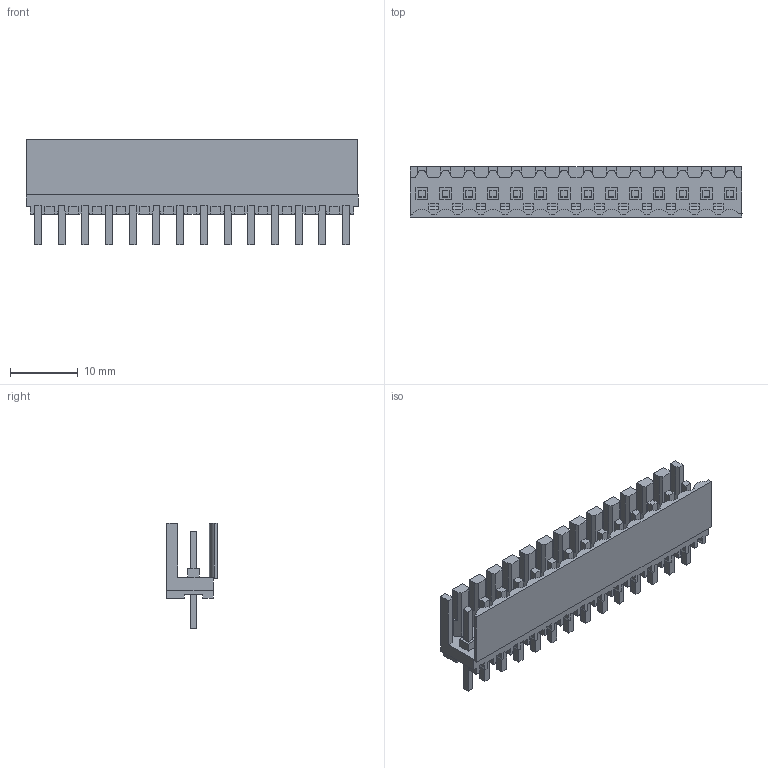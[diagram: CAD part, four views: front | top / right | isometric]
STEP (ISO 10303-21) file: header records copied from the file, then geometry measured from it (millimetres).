
FILE_DESCRIPTION(('CATIA V5 STEP Exchange','CAx-IF Rec.Pracs.--- Model Styling and Organization---1.2---2011-12-15'),'2;1');
FILE_NAME ('D1453215_0_1605040000_1605040000.stp','2018-03-12T09:41:21+00:00',('none'),('Weidmueller'),'CATIA Version 5-6 Release 2014','CATIA V5 STEP AP214','none');
FILE_SCHEMA(('AUTOMOTIVE_DESIGN { 1 0 10303 214 1 1 1 1 }'));
Length unit declared in the file: millimetre
Products named in the file (1): 1605040000
Bounding box: 49 x 7.45 x 15.55 mm (x, y, z)
Volume: 1574.6 mm3; surface area: 4455.5 mm2
Topology: 15 solids, 15 shells, 832 faces, 2452 edges, 1677 vertices
Faces by surface type: plane 818, cylinder 14
Entity records: 26181 total; most frequent: ORIENTED_EDGE 4904, CARTESIAN_POINT 4576, DIRECTION 3344, EDGE_CURVE 2452, VECTOR 2424, LINE 2424, VERTEX_POINT 1677, EDGE_LOOP 887
